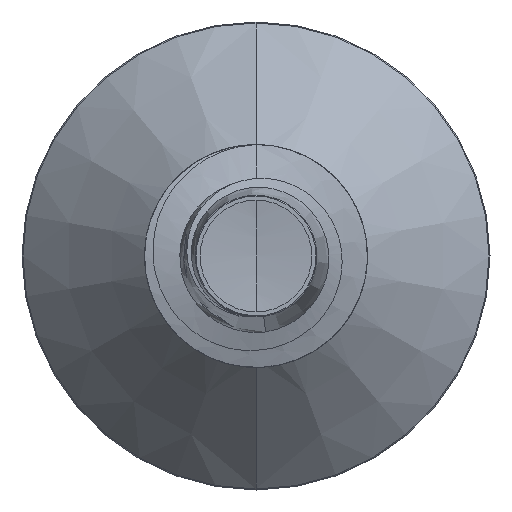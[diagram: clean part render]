
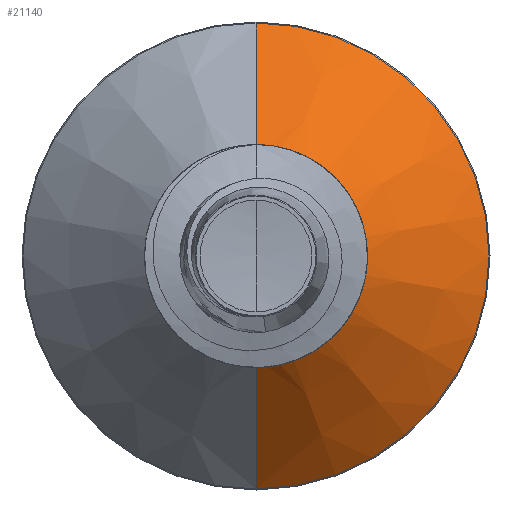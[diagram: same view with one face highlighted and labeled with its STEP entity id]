
A CAD part, front view. The second image highlights one B-rep face of the part: STEP entity #21140.
In plain terms, the highlighted conical face has half-angle 45 degrees and reference radius 1.857 mm.
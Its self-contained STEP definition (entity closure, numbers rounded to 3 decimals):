
#1367 = AXIS2_PLACEMENT_3D ( 'NONE', #17271, #4540, #19165 ) ;
#3815 = LINE ( 'NONE', #7142, #14812 ) ;
#3816 = AXIS2_PLACEMENT_3D ( 'NONE', #8610, #22267, #10817 ) ;
#4143 = AXIS2_PLACEMENT_3D ( 'NONE', #7169, #21133, #25752 ) ;
#4540 = DIRECTION ( 'NONE',  ( 0., 1., 0. ) ) ;
#6784 = CARTESIAN_POINT ( 'NONE',  ( 0., 24.282, -4.182 ) ) ;
#7142 = CARTESIAN_POINT ( 'NONE',  ( 0., 21.957, 1.857 ) ) ;
#7169 = CARTESIAN_POINT ( 'NONE',  ( 0., 21.957, 0. ) ) ;
#7684 = ORIENTED_EDGE ( 'NONE', *, *, #22254, .T. ) ;
#8401 = ORIENTED_EDGE ( 'NONE', *, *, #24155, .F. ) ;
#8610 = CARTESIAN_POINT ( 'NONE',  ( 0., 21.957, 0. ) ) ;
#9386 = DIRECTION ( 'NONE',  ( 0., 0.707, 0.707 ) ) ;
#9636 = VECTOR ( 'NONE', #10775, 1000. ) ;
#10091 = CARTESIAN_POINT ( 'NONE',  ( 0., 21.957, 1.857 ) ) ;
#10775 = DIRECTION ( 'NONE',  ( 0., 0.707, -0.707 ) ) ;
#10817 = DIRECTION ( 'NONE',  ( 0., 0., 1. ) ) ;
#12912 = EDGE_LOOP ( 'NONE', ( #7684, #18515, #23200, #8401 ) ) ;
#13051 = VERTEX_POINT ( 'NONE', #23274 ) ;
#14232 = CARTESIAN_POINT ( 'NONE',  ( 0., 21.957, -1.857 ) ) ;
#14812 = VECTOR ( 'NONE', #9386, 1000. ) ;
#17271 = CARTESIAN_POINT ( 'NONE',  ( 0., 24.282, 0. ) ) ;
#18420 = CONICAL_SURFACE ( 'NONE', #4143, 1.857, 0.785 ) ;
#18515 = ORIENTED_EDGE ( 'NONE', *, *, #23209, .T. ) ;
#19165 = DIRECTION ( 'NONE',  ( 0., 0., 1. ) ) ;
#20164 = LINE ( 'NONE', #25305, #9636 ) ;
#20765 = VERTEX_POINT ( 'NONE', #6784 ) ;
#21133 = DIRECTION ( 'NONE',  ( 0., 1., 0. ) ) ;
#21140 = ADVANCED_FACE ( 'NONE', ( #24085 ), #18420, .T. ) ;
#21326 = VERTEX_POINT ( 'NONE', #10091 ) ;
#21613 = VERTEX_POINT ( 'NONE', #14232 ) ;
#22254 = EDGE_CURVE ( 'NONE', #21326, #21613, #24305, .T. ) ;
#22267 = DIRECTION ( 'NONE',  ( 0., 1., 0. ) ) ;
#23200 = ORIENTED_EDGE ( 'NONE', *, *, #24006, .F. ) ;
#23209 = EDGE_CURVE ( 'NONE', #21613, #20765, #20164, .T. ) ;
#23274 = CARTESIAN_POINT ( 'NONE',  ( 0., 24.282, 4.182 ) ) ;
#24006 = EDGE_CURVE ( 'NONE', #13051, #20765, #24772, .T. ) ;
#24085 = FACE_OUTER_BOUND ( 'NONE', #12912, .T. ) ;
#24155 = EDGE_CURVE ( 'NONE', #21326, #13051, #3815, .T. ) ;
#24305 = CIRCLE ( 'NONE', #3816, 1.857 ) ;
#24772 = CIRCLE ( 'NONE', #1367, 4.182 ) ;
#25305 = CARTESIAN_POINT ( 'NONE',  ( 0., 21.957, -1.857 ) ) ;
#25752 = DIRECTION ( 'NONE',  ( 0., 0., 1. ) ) ;
